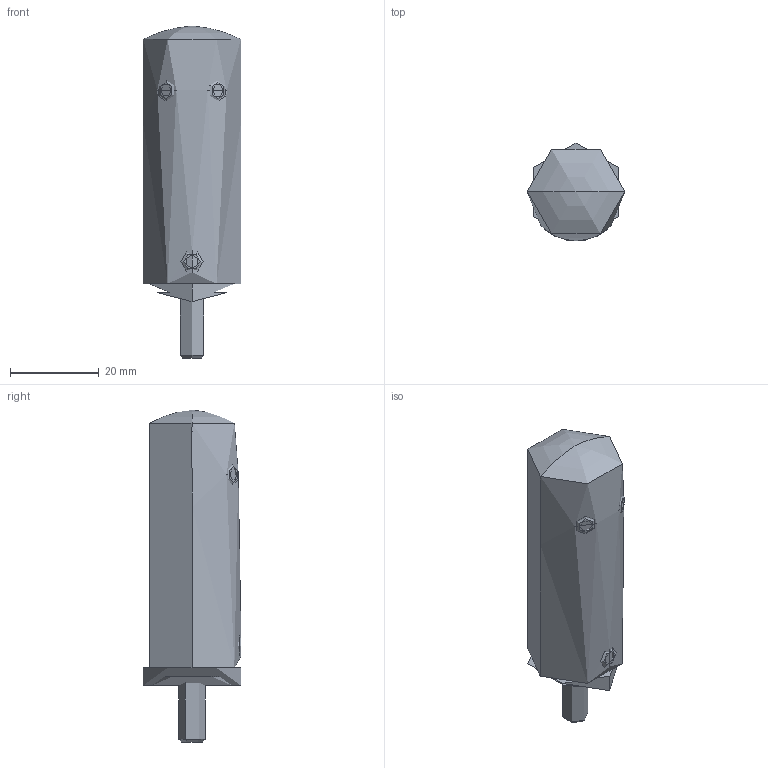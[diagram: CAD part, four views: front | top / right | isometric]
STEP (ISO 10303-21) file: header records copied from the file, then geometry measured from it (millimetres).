
FILE_DESCRIPTION (( 'STEP AP203' ), '1' );
FILE_NAME ('50400-240A-V4A-IE.step', '2020-10-13T11:43:12', ( '' ), ( '' ), 'SwSTEP 2.0', 'SolidWorks 2018', '' );
FILE_SCHEMA (( 'CONFIG_CONTROL_DESIGN' ));
Length unit declared in the file: millimetre
Products named in the file (12): DIN914 M5x6; DIN7991 M6x25; 50400-240A-V4A-IE; DIN914 M5x6_DIN 914 M5 x 6; Querstabhalter Innen- Außenecke Teil2_50400-240A-XX Teil2; Querstabhalter Innen- Außenecke Teil2; Querstabhalter Innenecke Teil1; Querstabhalter Innenecke Teil1_50400-240A-IE Teil1; DIN7991 M6x25_DIN7991 M6x25
Assembly tree (11 placements, depth 2):
  50400-240A-V4A-IE
    DIN914 M5x6
    DIN7991 M6x25
    DIN914 M5x6
    DIN914 M5x6
    Querstabhalter Innenecke Teil1
  50400-240A-V4A-IE
    Querstabhalter Innen- Außenecke Teil2_50400-240A-XX Teil2
    Querstabhalter Innenecke Teil1_50400-240A-IE Teil1
    DIN914 M5x6_DIN 914 M5 x 6  x3
    DIN7991 M6x25_DIN7991 M6x25
  Querstabhalter Innen- Außenecke Teil2
Bounding box: 22 x 22 x 74.7 mm (x, y, z)
Volume: 14465.1 mm3; surface area: 9612.6 mm2
Topology: 6 solids, 6 shells, 380 faces, 979 edges, 631 vertices
Faces by surface type: plane 169, bspline 104, cylinder 73, cone 26, torus 6, sphere 2
Entity records: 22235 total; most frequent: CARTESIAN_POINT 13126, ORIENTED_EDGE 1804, DIRECTION 1329, EDGE_CURVE 902, VERTEX_POINT 579, VECTOR 451, LINE 451, AXIS2_PLACEMENT_3D 439
